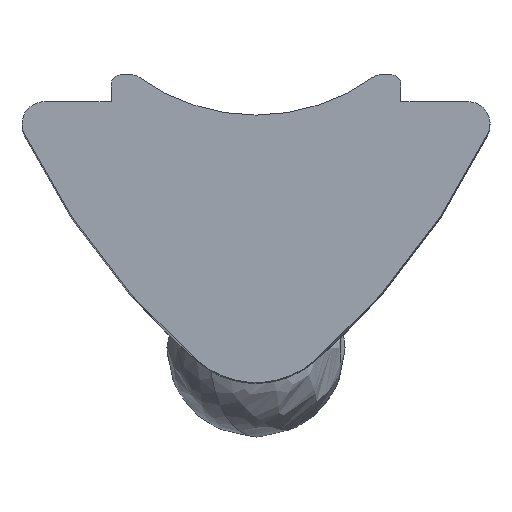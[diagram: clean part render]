
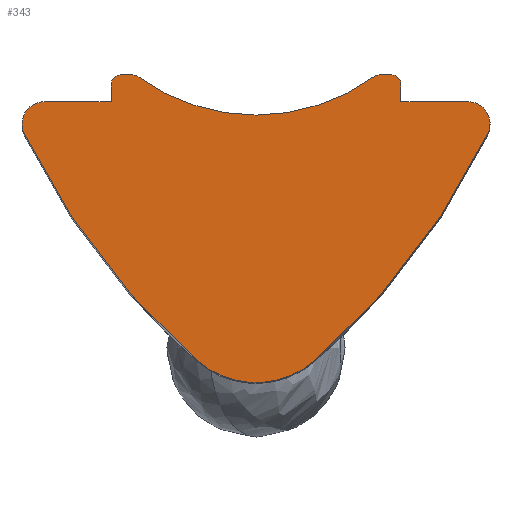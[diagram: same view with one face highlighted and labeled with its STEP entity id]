
A CAD part, top view. The second image highlights one B-rep face of the part: STEP entity #343.
In plain terms, the highlighted planar face has unit normal (0, 0, 1).
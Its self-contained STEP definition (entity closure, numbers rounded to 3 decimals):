
#1 = ORIENTED_EDGE ( 'NONE', *, *, #1455, .T. ) ;
#30 = CARTESIAN_POINT ( 'NONE',  ( -3.25, 0., 8.5 ) ) ;
#36 = ORIENTED_EDGE ( 'NONE', *, *, #1207, .F. ) ;
#38 = DIRECTION ( 'NONE',  ( 1., 0., 0. ) ) ;
#39 = DIRECTION ( 'NONE',  ( 0., 0., 1. ) ) ;
#41 = CARTESIAN_POINT ( 'NONE',  ( -4.75, -0.5, 8.5 ) ) ;
#44 = CIRCLE ( 'NONE', #655, 16. ) ;
#87 = PLANE ( 'NONE',  #753 ) ;
#108 = ORIENTED_EDGE ( 'NONE', *, *, #1406, .T. ) ;
#194 = DIRECTION ( 'NONE',  ( 0., -1., 0. ) ) ;
#209 = CARTESIAN_POINT ( 'NONE',  ( -3.25, 0., 8.5 ) ) ;
#279 = CIRCLE ( 'NONE', #661, 0.5 ) ;
#316 = ORIENTED_EDGE ( 'NONE', *, *, #1346, .T. ) ;
#339 = CIRCLE ( 'NONE', #951, 0.2 ) ;
#343 = ADVANCED_FACE ( 'NONE', ( #1079 ), #87, .T. ) ;
#366 = VERTEX_POINT ( 'NONE', #30 ) ;
#374 = CARTESIAN_POINT ( 'NONE',  ( 3.05, 0.4, 8.5 ) ) ;
#383 = ORIENTED_EDGE ( 'NONE', *, *, #1324, .T. ) ;
#443 = DIRECTION ( 'NONE',  ( -1., 0., 0. ) ) ;
#449 = DIRECTION ( 'NONE',  ( 0., 0., -1. ) ) ;
#461 = CIRCLE ( 'NONE', #662, 0.2 ) ;
#481 = CARTESIAN_POINT ( 'NONE',  ( 2.766, 0.4, 8.5 ) ) ;
#483 = ORIENTED_EDGE ( 'NONE', *, *, #1492, .F. ) ;
#505 = DIRECTION ( 'NONE',  ( -1., 0., 0. ) ) ;
#508 = VECTOR ( 'NONE', #889, 1000. ) ;
#519 = VERTEX_POINT ( 'NONE', #1696 ) ;
#524 = DIRECTION ( 'NONE',  ( 0., 0., -1. ) ) ;
#539 = CARTESIAN_POINT ( 'NONE',  ( 0., 4.2, 8.5 ) ) ;
#569 = VERTEX_POINT ( 'NONE', #1591 ) ;
#577 = DIRECTION ( 'NONE',  ( -1., 0., 0. ) ) ;
#606 = CARTESIAN_POINT ( 'NONE',  ( -5.2, -0.718, 8.5 ) ) ;
#623 = AXIS2_PLACEMENT_3D ( 'NONE', #2634, #2495, #2332 ) ;
#655 = AXIS2_PLACEMENT_3D ( 'NONE', #2726, #2719, #2715 ) ;
#661 = AXIS2_PLACEMENT_3D ( 'NONE', #1388, #1366, #1049 ) ;
#662 = AXIS2_PLACEMENT_3D ( 'NONE', #1689, #1670, #1660 ) ;
#664 = LINE ( 'NONE', #1046, #508 ) ;
#676 = AXIS2_PLACEMENT_3D ( 'NONE', #539, #524, #505 ) ;
#678 = AXIS2_PLACEMENT_3D ( 'NONE', #1151, #1135, #1105 ) ;
#695 = DIRECTION ( 'NONE',  ( 0., 0., -1. ) ) ;
#703 = AXIS2_PLACEMENT_3D ( 'NONE', #2087, #1204, #577 ) ;
#753 = AXIS2_PLACEMENT_3D ( 'NONE', #41, #39, #38 ) ;
#768 = CIRCLE ( 'NONE', #678, 2. ) ;
#783 = DIRECTION ( 'NONE',  ( -1., 0., 0. ) ) ;
#798 = ORIENTED_EDGE ( 'NONE', *, *, #1181, .F. ) ;
#801 = ORIENTED_EDGE ( 'NONE', *, *, #1367, .T. ) ;
#832 = AXIS2_PLACEMENT_3D ( 'NONE', #481, #449, #443 ) ;
#853 = AXIS2_PLACEMENT_3D ( 'NONE', #1266, #1260, #1252 ) ;
#862 = ORIENTED_EDGE ( 'NONE', *, *, #1466, .F. ) ;
#864 = CIRCLE ( 'NONE', #676, 4.5 ) ;
#880 = VERTEX_POINT ( 'NONE', #2636 ) ;
#889 = DIRECTION ( 'NONE',  ( -1., 0., 0. ) ) ;
#922 = ORIENTED_EDGE ( 'NONE', *, *, #1502, .F. ) ;
#930 = CARTESIAN_POINT ( 'NONE',  ( 1.315, -5.807, 8.5 ) ) ;
#944 = AXIS2_PLACEMENT_3D ( 'NONE', #1479, #695, #2708 ) ;
#951 = AXIS2_PLACEMENT_3D ( 'NONE', #374, #1428, #1084 ) ;
#954 = CARTESIAN_POINT ( 'NONE',  ( -3.25, 0.6, 8.5 ) ) ;
#961 = ORIENTED_EDGE ( 'NONE', *, *, #1348, .T. ) ;
#987 = VERTEX_POINT ( 'NONE', #2521 ) ;
#989 = CARTESIAN_POINT ( 'NONE',  ( -5.25, -0.5, 8.5 ) ) ;
#1006 = CARTESIAN_POINT ( 'NONE',  ( -2.648, 0.562, 8.5 ) ) ;
#1032 = ORIENTED_EDGE ( 'NONE', *, *, #1293, .T. ) ;
#1039 = VERTEX_POINT ( 'NONE', #2491 ) ;
#1046 = CARTESIAN_POINT ( 'NONE',  ( 3.25, 0.6, 8.5 ) ) ;
#1049 = DIRECTION ( 'NONE',  ( -1., 0., 0. ) ) ;
#1079 = FACE_OUTER_BOUND ( 'NONE', #2304, .T. ) ;
#1084 = DIRECTION ( 'NONE',  ( -1., 0., 0. ) ) ;
#1085 = ORIENTED_EDGE ( 'NONE', *, *, #1413, .T. ) ;
#1091 = VERTEX_POINT ( 'NONE', #2088 ) ;
#1101 = CARTESIAN_POINT ( 'NONE',  ( -3.05, 0.6, 8.5 ) ) ;
#1105 = DIRECTION ( 'NONE',  ( -1., 0., 0. ) ) ;
#1123 = VERTEX_POINT ( 'NONE', #2016 ) ;
#1135 = DIRECTION ( 'NONE',  ( 0., 0., 1. ) ) ;
#1150 = ORIENTED_EDGE ( 'NONE', *, *, #1397, .T. ) ;
#1151 = CARTESIAN_POINT ( 'NONE',  ( 0., -4.3, 8.5 ) ) ;
#1156 = CARTESIAN_POINT ( 'NONE',  ( 5.2, -0.718, 8.5 ) ) ;
#1171 = EDGE_CURVE ( 'NONE', #1123, #1757, #2672, .T. ) ;
#1181 = EDGE_CURVE ( 'NONE', #1467, #2401, #2058, .T. ) ;
#1187 = VERTEX_POINT ( 'NONE', #1156 ) ;
#1191 = VERTEX_POINT ( 'NONE', #606 ) ;
#1202 = CARTESIAN_POINT ( 'NONE',  ( -4.75, 0., 8.5 ) ) ;
#1204 = DIRECTION ( 'NONE',  ( 0., 0., 1. ) ) ;
#1207 = EDGE_CURVE ( 'NONE', #569, #880, #2247, .T. ) ;
#1252 = DIRECTION ( 'NONE',  ( -1., 0., 0. ) ) ;
#1260 = DIRECTION ( 'NONE',  ( 0., 0., -1. ) ) ;
#1266 = CARTESIAN_POINT ( 'NONE',  ( -3.05, 0.4, 8.5 ) ) ;
#1293 = EDGE_CURVE ( 'NONE', #366, #2339, #2583, .T. ) ;
#1324 = EDGE_CURVE ( 'NONE', #987, #2401, #1980, .T. ) ;
#1346 = EDGE_CURVE ( 'NONE', #1467, #366, #1731, .T. ) ;
#1348 = EDGE_CURVE ( 'NONE', #1191, #1039, #1871, .T. ) ;
#1366 = DIRECTION ( 'NONE',  ( 0., 0., 1. ) ) ;
#1367 = EDGE_CURVE ( 'NONE', #1091, #1123, #1511, .T. ) ;
#1388 = CARTESIAN_POINT ( 'NONE',  ( 4.75, -0.5, 8.5 ) ) ;
#1397 = EDGE_CURVE ( 'NONE', #1039, #2534, #768, .T. ) ;
#1406 = EDGE_CURVE ( 'NONE', #519, #880, #664, .T. ) ;
#1413 = EDGE_CURVE ( 'NONE', #569, #2492, #864, .T. ) ;
#1428 = DIRECTION ( 'NONE',  ( 0., 0., -1. ) ) ;
#1449 = EDGE_CURVE ( 'NONE', #987, #2492, #461, .T. ) ;
#1455 = EDGE_CURVE ( 'NONE', #1187, #1091, #279, .T. ) ;
#1466 = EDGE_CURVE ( 'NONE', #1187, #2534, #44, .T. ) ;
#1467 = VERTEX_POINT ( 'NONE', #2742 ) ;
#1479 = CARTESIAN_POINT ( 'NONE',  ( -4.75, -0.5, 8.5 ) ) ;
#1492 = EDGE_CURVE ( 'NONE', #1191, #2509, #2144, .T. ) ;
#1502 = EDGE_CURVE ( 'NONE', #519, #1757, #339, .T. ) ;
#1511 = LINE ( 'NONE', #2039, #1542 ) ;
#1519 = EDGE_CURVE ( 'NONE', #2509, #2339, #2579, .T. ) ;
#1542 = VECTOR ( 'NONE', #2020, 1000. ) ;
#1591 = CARTESIAN_POINT ( 'NONE',  ( 2.648, 0.562, 8.5 ) ) ;
#1623 = VECTOR ( 'NONE', #194, 1000. ) ;
#1631 = DIRECTION ( 'NONE',  ( 0., 1., 0. ) ) ;
#1655 = CARTESIAN_POINT ( 'NONE',  ( 3.25, 0., 8.5 ) ) ;
#1660 = DIRECTION ( 'NONE',  ( -1., 0., 0. ) ) ;
#1670 = DIRECTION ( 'NONE',  ( 0., 0., -1. ) ) ;
#1689 = CARTESIAN_POINT ( 'NONE',  ( -2.766, 0.4, 8.5 ) ) ;
#1696 = CARTESIAN_POINT ( 'NONE',  ( 3.05, 0.6, 8.5 ) ) ;
#1731 = LINE ( 'NONE', #209, #1623 ) ;
#1757 = VERTEX_POINT ( 'NONE', #2736 ) ;
#1871 = CIRCLE ( 'NONE', #703, 16. ) ;
#1926 = VECTOR ( 'NONE', #783, 1000. ) ;
#1980 = LINE ( 'NONE', #954, #1926 ) ;
#2016 = CARTESIAN_POINT ( 'NONE',  ( 3.25, 0., 8.5 ) ) ;
#2020 = DIRECTION ( 'NONE',  ( -1., 0., 0. ) ) ;
#2039 = CARTESIAN_POINT ( 'NONE',  ( 4.75, 0., 8.5 ) ) ;
#2058 = CIRCLE ( 'NONE', #853, 0.2 ) ;
#2087 = CARTESIAN_POINT ( 'NONE',  ( 9.203, 6.25, 8.5 ) ) ;
#2088 = CARTESIAN_POINT ( 'NONE',  ( 4.75, 0., 8.5 ) ) ;
#2144 = CIRCLE ( 'NONE', #623, 0.5 ) ;
#2190 = VECTOR ( 'NONE', #1631, 1000. ) ;
#2247 = CIRCLE ( 'NONE', #832, 0.2 ) ;
#2271 = DIRECTION ( 'NONE',  ( -1., 0., 0. ) ) ;
#2295 = CARTESIAN_POINT ( 'NONE',  ( -3.25, 0., 8.5 ) ) ;
#2304 = EDGE_LOOP ( 'NONE', ( #1085, #2546, #383, #798, #316, #1032, #2371, #483, #961, #1150, #862, #1, #801, #2540, #922, #108, #36 ) ) ;
#2332 = DIRECTION ( 'NONE',  ( -1., 0., 0. ) ) ;
#2339 = VERTEX_POINT ( 'NONE', #1202 ) ;
#2371 = ORIENTED_EDGE ( 'NONE', *, *, #1519, .F. ) ;
#2401 = VERTEX_POINT ( 'NONE', #1101 ) ;
#2491 = CARTESIAN_POINT ( 'NONE',  ( -1.315, -5.807, 8.5 ) ) ;
#2492 = VERTEX_POINT ( 'NONE', #1006 ) ;
#2495 = DIRECTION ( 'NONE',  ( 0., 0., -1. ) ) ;
#2504 = VECTOR ( 'NONE', #2271, 1000. ) ;
#2509 = VERTEX_POINT ( 'NONE', #989 ) ;
#2521 = CARTESIAN_POINT ( 'NONE',  ( -2.766, 0.6, 8.5 ) ) ;
#2534 = VERTEX_POINT ( 'NONE', #930 ) ;
#2540 = ORIENTED_EDGE ( 'NONE', *, *, #1171, .T. ) ;
#2546 = ORIENTED_EDGE ( 'NONE', *, *, #1449, .F. ) ;
#2579 = CIRCLE ( 'NONE', #944, 0.5 ) ;
#2583 = LINE ( 'NONE', #2295, #2504 ) ;
#2634 = CARTESIAN_POINT ( 'NONE',  ( -4.75, -0.5, 8.5 ) ) ;
#2636 = CARTESIAN_POINT ( 'NONE',  ( 2.766, 0.6, 8.5 ) ) ;
#2672 = LINE ( 'NONE', #1655, #2190 ) ;
#2708 = DIRECTION ( 'NONE',  ( -1., 0., 0. ) ) ;
#2715 = DIRECTION ( 'NONE',  ( -1., 0., 0. ) ) ;
#2719 = DIRECTION ( 'NONE',  ( 0., 0., -1. ) ) ;
#2726 = CARTESIAN_POINT ( 'NONE',  ( -9.203, 6.25, 8.5 ) ) ;
#2736 = CARTESIAN_POINT ( 'NONE',  ( 3.25, 0.4, 8.5 ) ) ;
#2742 = CARTESIAN_POINT ( 'NONE',  ( -3.25, 0.4, 8.5 ) ) ;
